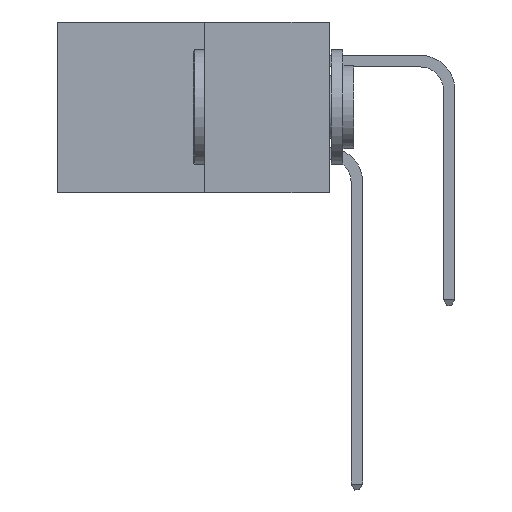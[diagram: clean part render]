
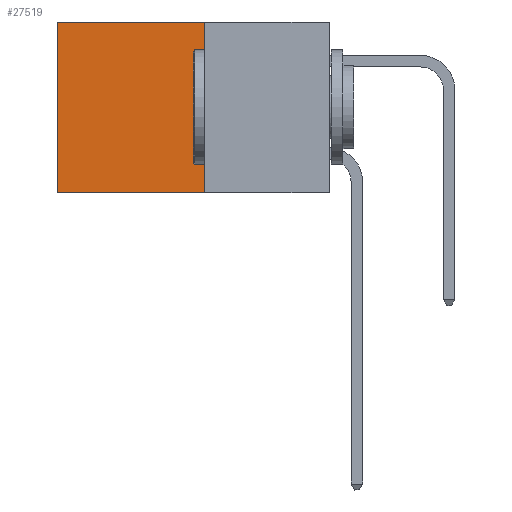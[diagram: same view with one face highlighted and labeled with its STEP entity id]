
A CAD part, left-side view. The second image highlights one B-rep face of the part: STEP entity #27519.
In plain terms, the highlighted planar face has unit normal (-1, 0, 0).
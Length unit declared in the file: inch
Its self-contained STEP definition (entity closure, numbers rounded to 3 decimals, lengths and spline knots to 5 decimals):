
#1785 = CARTESIAN_POINT ( 'NONE',  ( 0.277, 0.59, -0.37 ) ) ;
#2421 = LINE ( 'NONE', #1785, #13363 ) ;
#2767 = LINE ( 'NONE', #10146, #19498 ) ;
#4328 = VECTOR ( 'NONE', #15021, 39.37008 ) ;
#4794 = CARTESIAN_POINT ( 'NONE',  ( 0.277, 0.27, 0. ) ) ;
#5117 = VERTEX_POINT ( 'NONE', #4794 ) ;
#5334 = CARTESIAN_POINT ( 'NONE',  ( 0.277, 0.59, 0. ) ) ;
#5575 = ORIENTED_EDGE ( 'NONE', *, *, #18439, .T. ) ;
#8880 = LINE ( 'NONE', #23552, #14034 ) ;
#10107 = LINE ( 'NONE', #21483, #4328 ) ;
#10146 = CARTESIAN_POINT ( 'NONE',  ( 0.277, 0.27, -0.37 ) ) ;
#10776 = CARTESIAN_POINT ( 'NONE',  ( 0.277, 0.27, -0.37 ) ) ;
#11254 = FACE_OUTER_BOUND ( 'NONE', #25764, .T. ) ;
#11570 = PLANE ( 'NONE',  #25851 ) ;
#12715 = DIRECTION ( 'NONE',  ( 0., 1., 0. ) ) ;
#13363 = VECTOR ( 'NONE', #23606, 39.37008 ) ;
#13787 = VERTEX_POINT ( 'NONE', #16382 ) ;
#13816 = DIRECTION ( 'NONE',  ( 0., 0., -1. ) ) ;
#13984 = ORIENTED_EDGE ( 'NONE', *, *, #25835, .F. ) ;
#14034 = VECTOR ( 'NONE', #12715, 39.37008 ) ;
#15021 = DIRECTION ( 'NONE',  ( 0., 0., -1. ) ) ;
#16382 = CARTESIAN_POINT ( 'NONE',  ( 0.277, 0.59, -0.37 ) ) ;
#16399 = ORIENTED_EDGE ( 'NONE', *, *, #22517, .T. ) ;
#18439 = EDGE_CURVE ( 'NONE', #5117, #19505, #8880, .T. ) ;
#19498 = VECTOR ( 'NONE', #23311, 39.37008 ) ;
#19505 = VERTEX_POINT ( 'NONE', #5334 ) ;
#19822 = ORIENTED_EDGE ( 'NONE', *, *, #22267, .F. ) ;
#21093 = VERTEX_POINT ( 'NONE', #10776 ) ;
#21483 = CARTESIAN_POINT ( 'NONE',  ( 0.277, 0.27, -0.37 ) ) ;
#22267 = EDGE_CURVE ( 'NONE', #21093, #13787, #2767, .T. ) ;
#22517 = EDGE_CURVE ( 'NONE', #19505, #13787, #2421, .T. ) ;
#23311 = DIRECTION ( 'NONE',  ( 0., 1., 0. ) ) ;
#23552 = CARTESIAN_POINT ( 'NONE',  ( 0.277, 0.27, 0. ) ) ;
#23606 = DIRECTION ( 'NONE',  ( 0., 0., -1. ) ) ;
#24562 = CARTESIAN_POINT ( 'NONE',  ( 0.277, 0.27, -0.37 ) ) ;
#25764 = EDGE_LOOP ( 'NONE', ( #16399, #19822, #13984, #5575 ) ) ;
#25835 = EDGE_CURVE ( 'NONE', #5117, #21093, #10107, .T. ) ;
#25851 = AXIS2_PLACEMENT_3D ( 'NONE', #24562, #26886, #13816 ) ;
#26886 = DIRECTION ( 'NONE',  ( 1., 0., 0. ) ) ;
#27519 = ADVANCED_FACE ( 'NONE', ( #11254 ), #11570, .F. ) ;
